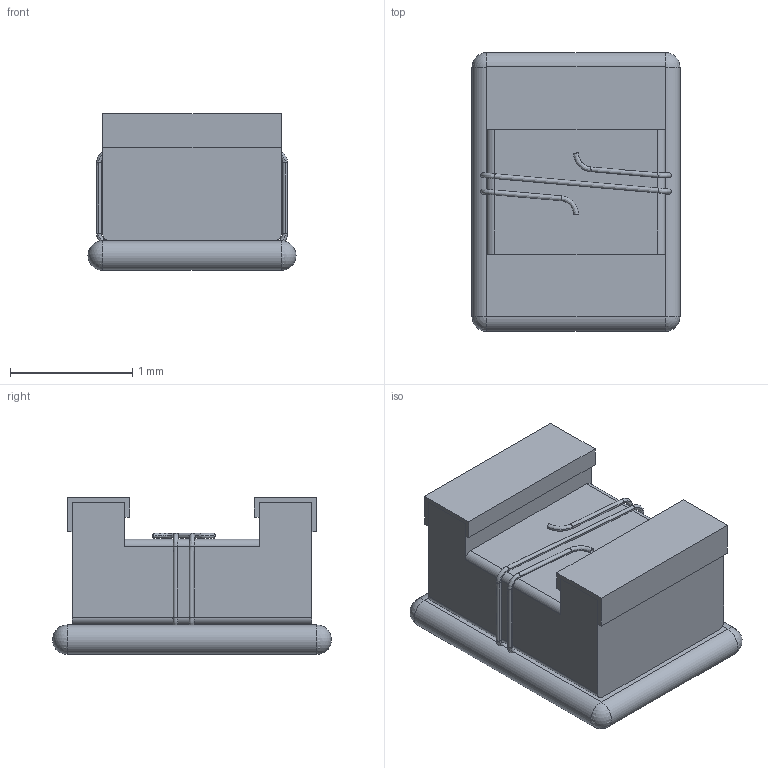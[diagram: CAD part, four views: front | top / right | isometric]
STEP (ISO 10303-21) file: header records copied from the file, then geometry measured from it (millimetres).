
FILE_DESCRIPTION(('STEP AP242'),'1');
FILE_NAME('744760312c.stp','2024-02-07T12:00:23',('TraceParts'),('TraceParts S.A.'),'Spatial InterOp 3D',' ',' ');
FILE_SCHEMA(('AP242_MANAGED_MODEL_BASED_3D_ENGINEERING_MIM_LF {1 0 10303 442 1 1 4}'));
Length unit declared in the file: millimetre
Products named in the file (1): 744760312c_1
Bounding box: 1.7 x 2.28 x 1.28 mm (x, y, z)
Volume: 3.4 mm3; surface area: 28 mm2
Topology: 5 solids, 5 shells, 84 faces, 186 edges, 104 vertices
Faces by surface type: bspline 40, plane 32, cylinder 8, sphere 4
Entity records: 8320 total; most frequent: CARTESIAN_POINT 6247, ORIENTED_EDGE 360, DIRECTION 294, EDGE_CURVE 180, VERTEX_POINT 106, AXIS2_PLACEMENT_3D 105, ADVANCED_FACE 84, FACE_OUTER_BOUND 84
